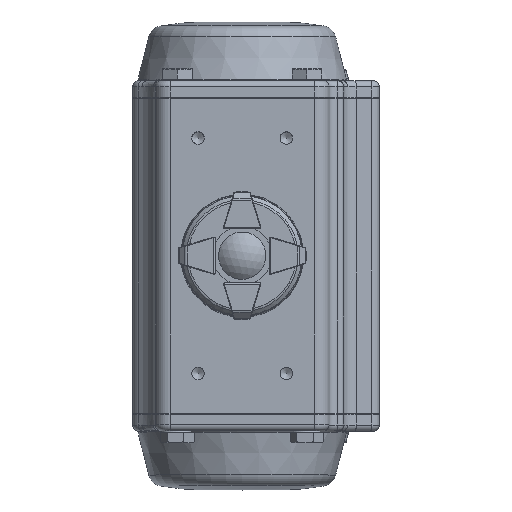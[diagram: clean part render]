
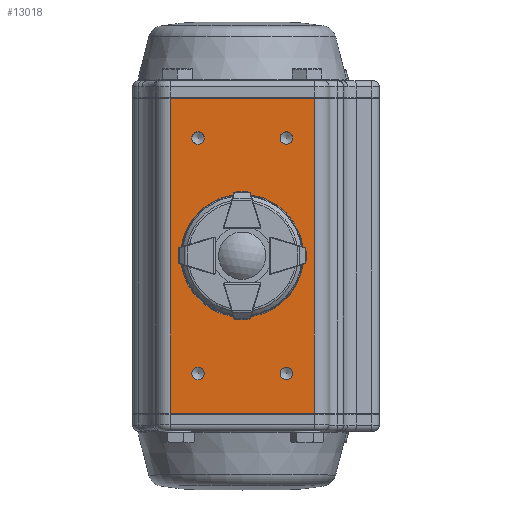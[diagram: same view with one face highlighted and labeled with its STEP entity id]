
A CAD part, top view. The second image highlights one B-rep face of the part: STEP entity #13018.
In plain terms, the highlighted face is planar.
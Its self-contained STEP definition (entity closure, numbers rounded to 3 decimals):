
#1257=CIRCLE('',#15216,2.1);
#1259=CIRCLE('',#15220,2.1);
#1261=CIRCLE('',#15224,2.1);
#1263=CIRCLE('',#15228,2.1);
#1265=CIRCLE('',#15231,12.45);
#3282=ORIENTED_EDGE('',*,*,#6196,.F.);
#3283=ORIENTED_EDGE('',*,*,#6291,.F.);
#3284=ORIENTED_EDGE('',*,*,#6258,.T.);
#3285=ORIENTED_EDGE('',*,*,#6292,.T.);
#3286=ORIENTED_EDGE('',*,*,#6153,.T.);
#3287=ORIENTED_EDGE('',*,*,#6151,.F.);
#3288=ORIENTED_EDGE('',*,*,#6149,.F.);
#3289=ORIENTED_EDGE('',*,*,#6147,.F.);
#3290=ORIENTED_EDGE('',*,*,#6145,.F.);
#6145=EDGE_CURVE('',#7894,#7894,#1257,.T.);
#6147=EDGE_CURVE('',#7897,#7897,#1259,.T.);
#6149=EDGE_CURVE('',#7900,#7900,#1261,.T.);
#6151=EDGE_CURVE('',#7903,#7903,#1263,.T.);
#6153=EDGE_CURVE('',#7905,#7905,#1265,.T.);
#6196=EDGE_CURVE('',#7937,#7938,#8919,.T.);
#6258=EDGE_CURVE('',#8000,#7999,#8945,.T.);
#6291=EDGE_CURVE('',#8000,#7937,#8961,.T.);
#6292=EDGE_CURVE('',#7999,#7938,#8962,.T.);
#7894=VERTEX_POINT('',#22860);
#7897=VERTEX_POINT('',#22867);
#7900=VERTEX_POINT('',#22874);
#7903=VERTEX_POINT('',#22881);
#7905=VERTEX_POINT('',#22886);
#7937=VERTEX_POINT('',#22972);
#7938=VERTEX_POINT('',#22974);
#7999=VERTEX_POINT('',#23097);
#8000=VERTEX_POINT('',#23099);
#8919=LINE('',#22973,#9716);
#8945=LINE('',#23098,#9742);
#8961=LINE('',#23163,#9758);
#8962=LINE('',#23165,#9759);
#9716=VECTOR('',#17541,1000.);
#9742=VECTOR('',#17641,1000.);
#9758=VECTOR('',#17699,1000.);
#9759=VECTOR('',#17702,1000.);
#10716=EDGE_LOOP('',(#3282,#3283,#3284,#3285));
#10717=EDGE_LOOP('',(#3286));
#10718=EDGE_LOOP('',(#3287));
#10719=EDGE_LOOP('',(#3288));
#10720=EDGE_LOOP('',(#3289));
#10721=EDGE_LOOP('',(#3290));
#11794=FACE_BOUND('',#10716,.T.);
#11795=FACE_BOUND('',#10717,.T.);
#11796=FACE_BOUND('',#10718,.T.);
#11797=FACE_BOUND('',#10719,.T.);
#11798=FACE_BOUND('',#10720,.T.);
#11799=FACE_BOUND('',#10721,.T.);
#12533=PLANE('',#15357);
#13018=ADVANCED_FACE('',(#11794,#11795,#11796,#11797,#11798,#11799),#12533,
 .T.);
#15216=AXIS2_PLACEMENT_3D('',#22859,#17426,#17427);
#15220=AXIS2_PLACEMENT_3D('',#22866,#17434,#17435);
#15224=AXIS2_PLACEMENT_3D('',#22873,#17442,#17443);
#15228=AXIS2_PLACEMENT_3D('',#22880,#17450,#17451);
#15231=AXIS2_PLACEMENT_3D('',#22885,#17456,#17457);
#15357=AXIS2_PLACEMENT_3D('',#23301,#17843,#17844);
#17426=DIRECTION('',(0.,1.,0.));
#17427=DIRECTION('',(0.,0.,1.));
#17434=DIRECTION('',(0.,1.,0.));
#17435=DIRECTION('',(0.,0.,1.));
#17442=DIRECTION('',(0.,1.,0.));
#17443=DIRECTION('',(0.,0.,1.));
#17450=DIRECTION('',(0.,1.,0.));
#17451=DIRECTION('',(0.,0.,1.));
#17456=DIRECTION('',(0.,-1.,0.));
#17457=DIRECTION('',(0.,0.,1.));
#17541=DIRECTION('',(1.,0.,0.));
#17641=DIRECTION('',(1.,0.,0.));
#17699=DIRECTION('',(0.,0.,-1.));
#17702=DIRECTION('',(0.,0.,-1.));
#17843=DIRECTION('',(0.,1.,0.));
#17844=DIRECTION('',(1.,0.,0.));
#22859=CARTESIAN_POINT('',(-15.,42.35,40.));
#22860=CARTESIAN_POINT('',(-15.,42.35,42.1));
#22866=CARTESIAN_POINT('',(15.,42.35,40.));
#22867=CARTESIAN_POINT('',(15.,42.35,42.1));
#22873=CARTESIAN_POINT('',(15.,42.35,-40.));
#22874=CARTESIAN_POINT('',(15.,42.35,-37.9));
#22880=CARTESIAN_POINT('',(-15.,42.35,-40.));
#22881=CARTESIAN_POINT('',(-15.,42.35,-37.9));
#22885=CARTESIAN_POINT('',(0.,42.35,0.));
#22886=CARTESIAN_POINT('',(0.,42.35,12.45));
#22972=CARTESIAN_POINT('',(-24.5,42.35,-53.5));
#22973=CARTESIAN_POINT('',(-24.5,42.35,-53.5));
#22974=CARTESIAN_POINT('',(24.5,42.35,-53.5));
#23097=CARTESIAN_POINT('',(24.5,42.35,53.5));
#23098=CARTESIAN_POINT('',(-24.5,42.35,53.5));
#23099=CARTESIAN_POINT('',(-24.5,42.35,53.5));
#23163=CARTESIAN_POINT('',(-24.5,42.35,53.5));
#23165=CARTESIAN_POINT('',(24.5,42.35,53.5));
#23301=CARTESIAN_POINT('',(-24.5,42.35,53.5));
